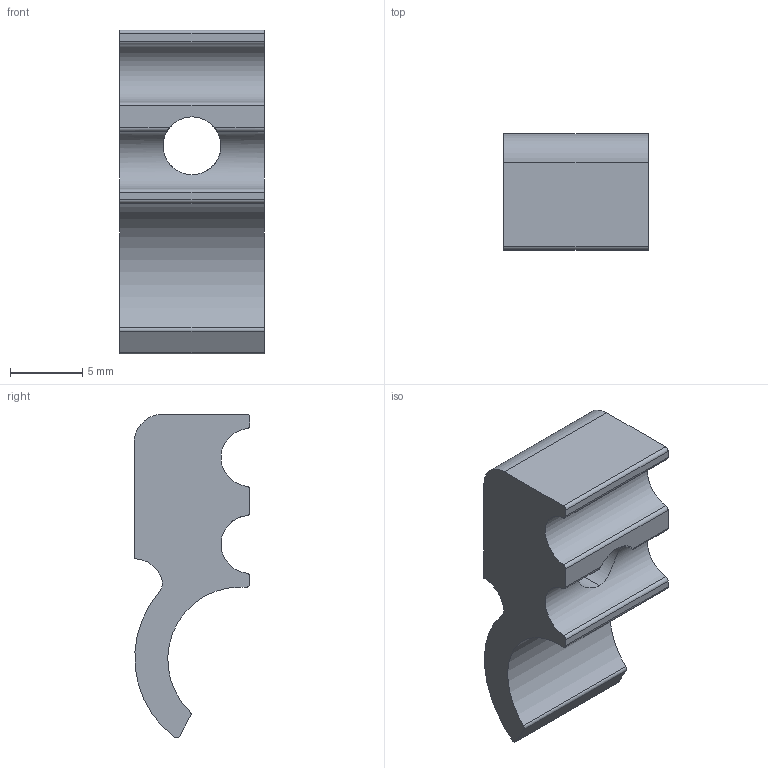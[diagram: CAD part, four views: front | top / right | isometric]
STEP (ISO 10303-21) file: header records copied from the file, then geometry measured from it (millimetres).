
FILE_DESCRIPTION (( 'STEP AP203' ), '1' );
FILE_NAME ('11mm SensorClamp_Default_sldprt.STEP', '2023-10-19T05:32:52', ( '' ), ( '' ), 'SwSTEP 2.0', 'SolidWorks 2023', '' );
FILE_SCHEMA (( 'CONFIG_CONTROL_DESIGN' ));
Length unit declared in the file: millimetre
Products named in the file (1): 11mm SensorClamp_Default_sldprt
Bounding box: 10 x 8 x 22.38 mm (x, y, z)
Volume: 961.3 mm3; surface area: 893.8 mm2
Topology: 1 solids, 1 shells, 27 faces, 79 edges, 52 vertices
Faces by surface type: cylinder 19, plane 8
Entity records: 1034 total; most frequent: CARTESIAN_POINT 207, DIRECTION 167, ORIENTED_EDGE 158, EDGE_CURVE 79, AXIS2_PLACEMENT_3D 64, VERTEX_POINT 52, LINE 39, VECTOR 39
